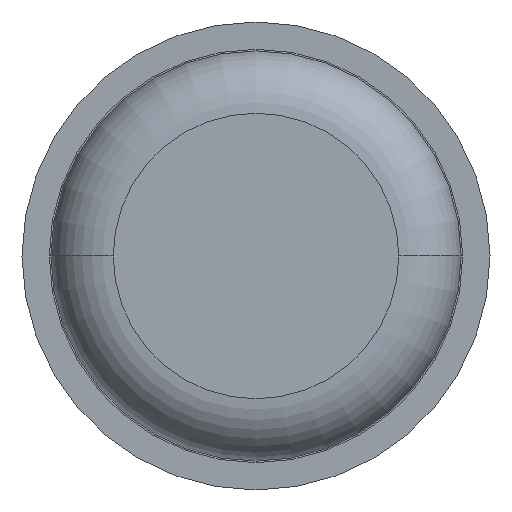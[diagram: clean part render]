
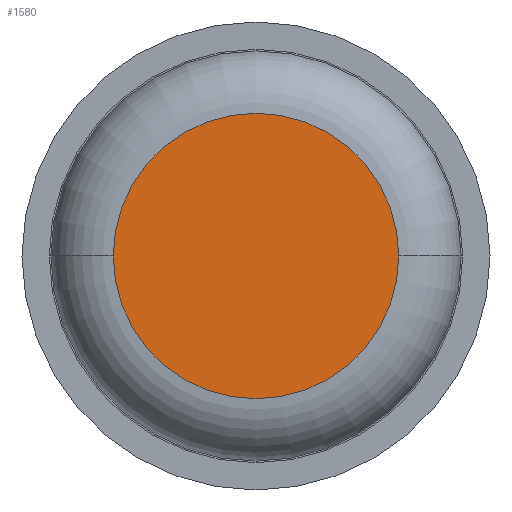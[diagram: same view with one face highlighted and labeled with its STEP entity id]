
A CAD part, front view. The second image highlights one B-rep face of the part: STEP entity #1580.
In plain terms, the highlighted planar face has unit normal (0, -1, 0).
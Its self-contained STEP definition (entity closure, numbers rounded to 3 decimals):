
#153 = DIRECTION ( 'NONE',  ( -1., 0., 0. ) ) ;
#322 = CIRCLE ( 'NONE', #3090, 0.915 ) ;
#809 = PLANE ( 'NONE',  #2459 ) ;
#1086 = CARTESIAN_POINT ( 'NONE',  ( 0., 0., 0. ) ) ;
#1580 = ADVANCED_FACE ( 'Defeature ausgef�hrt1_6', ( #2004 ), #809, .F. ) ;
#1808 = EDGE_CURVE ( 'Defeature ausgef�hrt1_6+Defeature ausgef�hrt1_7+Defeature ausgef�hrt1_7+Defeature ausgef�hrt1_7', #4233, #4062, #322, .T. ) ;
#1952 = CIRCLE ( 'NONE', #2793, 0.915 ) ;
#2004 = FACE_OUTER_BOUND ( 'NONE', #2156, .T. ) ;
#2156 = EDGE_LOOP ( 'NONE', ( #3084, #4141 ) ) ;
#2259 = DIRECTION ( 'NONE',  ( -1., 0., 0. ) ) ;
#2379 = CARTESIAN_POINT ( 'NONE',  ( 0., 0., 0. ) ) ;
#2459 = AXIS2_PLACEMENT_3D ( 'NONE', #4430, #4416, #2259 ) ;
#2770 = DIRECTION ( 'NONE',  ( 0., -1., 0. ) ) ;
#2793 = AXIS2_PLACEMENT_3D ( 'NONE', #2379, #2770, #153 ) ;
#2915 = DIRECTION ( 'NONE',  ( 0., -1., 0. ) ) ;
#3084 = ORIENTED_EDGE ( 'NONE', *, *, #1808, .T. ) ;
#3090 = AXIS2_PLACEMENT_3D ( 'NONE', #1086, #2915, #4001 ) ;
#3190 = CARTESIAN_POINT ( 'NONE',  ( 0.915, 0., 0. ) ) ;
#3812 = EDGE_CURVE ( 'Defeature ausgef�hrt1_6+Defeature ausgef�hrt1_7+Defeature ausgef�hrt1_7+Defeature ausgef�hrt1_7', #4062, #4233, #1952, .T. ) ;
#4001 = DIRECTION ( 'NONE',  ( -1., 0., 0. ) ) ;
#4062 = VERTEX_POINT ( 'NONE', #3190 ) ;
#4141 = ORIENTED_EDGE ( 'NONE', *, *, #3812, .T. ) ;
#4233 = VERTEX_POINT ( 'NONE', #4489 ) ;
#4416 = DIRECTION ( 'NONE',  ( 0., 1., 0. ) ) ;
#4430 = CARTESIAN_POINT ( 'NONE',  ( 0., 0., 0. ) ) ;
#4489 = CARTESIAN_POINT ( 'NONE',  ( -0.915, 0., 0. ) ) ;
